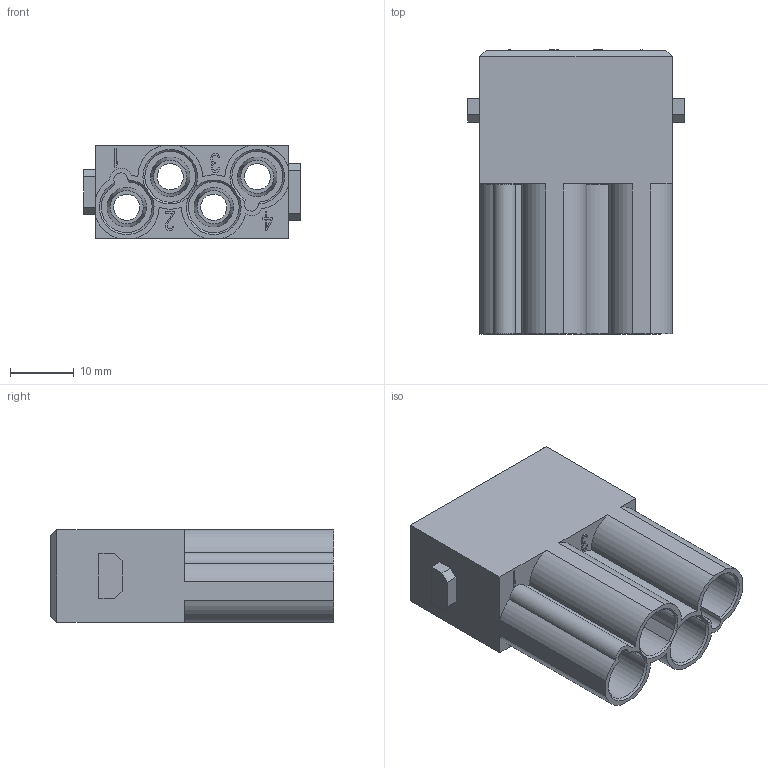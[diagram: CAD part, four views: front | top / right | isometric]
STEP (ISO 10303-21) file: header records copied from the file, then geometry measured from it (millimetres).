
FILE_DESCRIPTION((''),'2;1');
FILE_NAME('HMD-004-MC','2017-05-17T',('tl.yang'),(''),'PRO/ENGINEER BY PARAMETRIC TECHNOLOGY CORPORATION, 2011500','PRO/ENGINEER BY PARAMETRIC TECHNOLOGY CORPORATION, 2011500','');
FILE_SCHEMA(('CONFIG_CONTROL_DESIGN'));
Length unit declared in the file: millimetre
Products named in the file (1): HMD-004-MC
Bounding box: 34.1 x 44.7 x 14.6 mm (x, y, z)
Volume: 9773.9 mm3; surface area: 9757.6 mm2
Topology: 1 solids, 1 shells, 401 faces, 1090 edges, 720 vertices
Faces by surface type: plane 320, cylinder 49, cone 32
Entity records: 12616 total; most frequent: CARTESIAN_POINT 2283, ORIENTED_EDGE 2180, DIRECTION 2054, EDGE_CURVE 1090, VECTOR 896, LINE 896, VERTEX_POINT 720, AXIS2_PLACEMENT_3D 579
